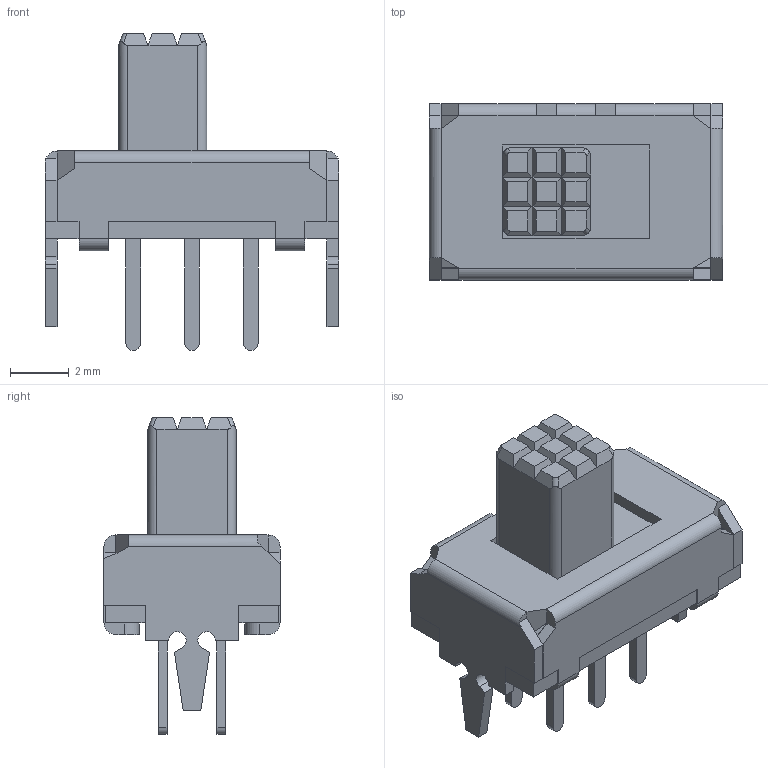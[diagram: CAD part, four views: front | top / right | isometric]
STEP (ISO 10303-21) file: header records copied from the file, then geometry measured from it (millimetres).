
FILE_DESCRIPTION(/* description */ (''),/* implementation_level */ '2;1');
FILE_NAME(/* name */ 'EG2207.stp',/* time_stamp */ '2023-05-09T08:11:36-05:00',/* author */ ('mwilliams'),/* organization */ (''),/* preprocessor_version */ 'ST-DEVELOPER v18',/* originating_system */ 'Autodesk Inventor 2020',/* authorisation */ '');
FILE_SCHEMA (('AUTOMOTIVE_DESIGN { 1 0 10303 214 3 1 1 }'));
Length unit declared in the file: millimetre
Products named in the file (1): EG2207
Bounding box: 10 x 6 x 10.8 mm (x, y, z)
Volume: 215.4 mm3; surface area: 348 mm2
Topology: 1 solids, 1 shells, 227 faces, 592 edges, 374 vertices
Faces by surface type: plane 195, cylinder 32
Entity records: 6881 total; most frequent: CARTESIAN_POINT 1246, ORIENTED_EDGE 1184, DIRECTION 1110, EDGE_CURVE 592, LINE 522, VECTOR 522, VERTEX_POINT 374, AXIS2_PLACEMENT_3D 294
